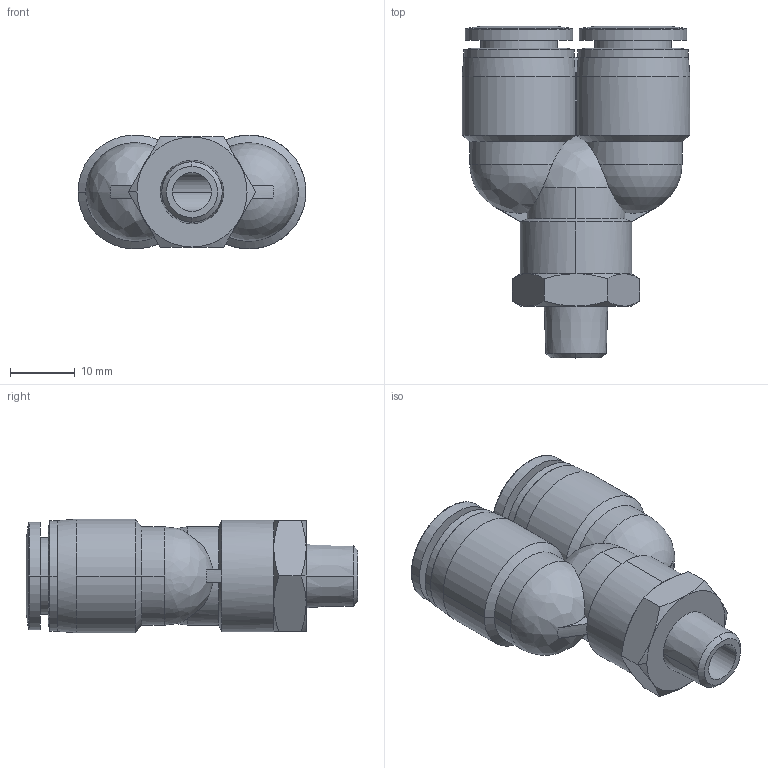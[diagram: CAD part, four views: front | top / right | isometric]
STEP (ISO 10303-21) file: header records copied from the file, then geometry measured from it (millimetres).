
FILE_DESCRIPTION (( 'STEP AP214' ), '1' );
FILE_NAME ('MY10M-18R.step', '2016-02-24T20:46:08', ( '' ), ( '' ), 'SwSTEP 2.0', 'SolidWorks 2015', '' );
FILE_SCHEMA (( 'AUTOMOTIVE_DESIGN' ));
Length unit declared in the file: inch
Products named in the file (1): MY10M-18R
Bounding box: 35.2 x 51.25 x 17.57 mm (x, y, z)
Volume: 11297.6 mm3; surface area: 7131.3 mm2
Topology: 1 solids, 1 shells, 110 faces, 276 edges, 172 vertices
Faces by surface type: cylinder 35, cone 35, plane 24, bspline 11, torus 4, sphere 1
Entity records: 3694 total; most frequent: CARTESIAN_POINT 1087, DIRECTION 547, ORIENTED_EDGE 542, EDGE_CURVE 271, AXIS2_PLACEMENT_3D 240, VERTEX_POINT 172, CIRCLE 140, EDGE_LOOP 123
